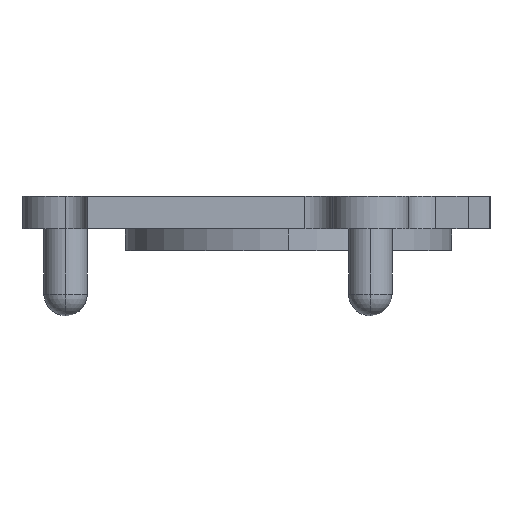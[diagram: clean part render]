
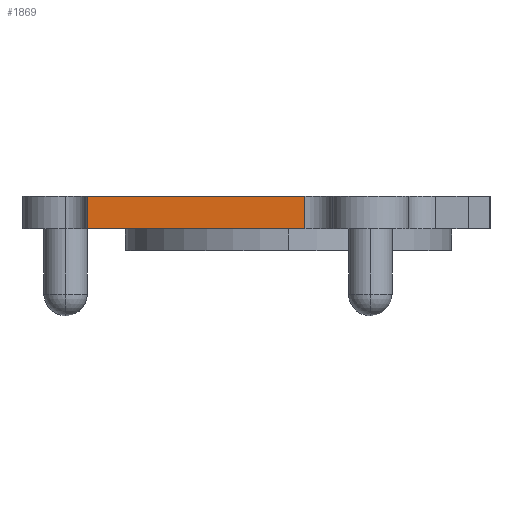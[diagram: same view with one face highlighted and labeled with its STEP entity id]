
A CAD part, left-side view. The second image highlights one B-rep face of the part: STEP entity #1869.
In plain terms, the highlighted planar face has unit normal (-1, 0, 0).
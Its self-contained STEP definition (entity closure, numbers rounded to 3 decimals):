
#1291=CARTESIAN_POINT('Vertex',(-42.5,9.25,1.5)) ;
#1296=CARTESIAN_POINT('Line Origine',(-42.5,4.25,1.5)) ;
#1300=CARTESIAN_POINT('Vertex',(-42.5,-0.75,1.5)) ;
#1588=CARTESIAN_POINT('Vertex',(-42.5,-0.75,0.)) ;
#1591=CARTESIAN_POINT('Line Origine',(-42.5,4.25,0.)) ;
#1595=CARTESIAN_POINT('Vertex',(-42.5,9.25,0.)) ;
#1710=CARTESIAN_POINT('Axis2P3D Location',(-42.5,0.75,0.)) ;
#1853=CARTESIAN_POINT('Line Origine',(-42.5,9.25,0.75)) ;
#1858=CARTESIAN_POINT('Line Origine',(-42.5,-0.75,0.75)) ;
#1297=DIRECTION('Vector Direction',(0.,1.,0.)) ;
#1592=DIRECTION('Vector Direction',(0.,-1.,0.)) ;
#1711=DIRECTION('Axis2P3D Direction',(1.,0.,0.)) ;
#1712=DIRECTION('Axis2P3D XDirection',(0.,1.,0.)) ;
#1854=DIRECTION('Vector Direction',(0.,0.,1.)) ;
#1859=DIRECTION('Vector Direction',(0.,0.,1.)) ;
#1713=AXIS2_PLACEMENT_3D('Plane Axis2P3D',#1710,#1711,#1712) ;
#1864=ORIENTED_EDGE('',*,*,#1857,.F.) ;
#1865=ORIENTED_EDGE('',*,*,#1597,.F.) ;
#1866=ORIENTED_EDGE('',*,*,#1862,.T.) ;
#1867=ORIENTED_EDGE('',*,*,#1302,.T.) ;
#1298=VECTOR('Line Direction',#1297,1.) ;
#1593=VECTOR('Line Direction',#1592,1.) ;
#1855=VECTOR('Line Direction',#1854,1.) ;
#1860=VECTOR('Line Direction',#1859,1.) ;
#1869=ADVANCED_FACE('',(#1868),#1714,.F.) ;
#1302=EDGE_CURVE('',#1301,#1292,#1299,.T.) ;
#1597=EDGE_CURVE('',#1589,#1596,#1594,.F.) ;
#1857=EDGE_CURVE('',#1596,#1292,#1856,.T.) ;
#1862=EDGE_CURVE('',#1589,#1301,#1861,.T.) ;
#1863=EDGE_LOOP('',(#1864,#1865,#1866,#1867)) ;
#1868=FACE_OUTER_BOUND('',#1863,.T.) ;
#1299=LINE('Line',#1296,#1298) ;
#1594=LINE('Line',#1591,#1593) ;
#1856=LINE('Line',#1853,#1855) ;
#1861=LINE('Line',#1858,#1860) ;
#1714=PLANE('Plane',#1713) ;
#1292=VERTEX_POINT('',#1291) ;
#1301=VERTEX_POINT('',#1300) ;
#1589=VERTEX_POINT('',#1588) ;
#1596=VERTEX_POINT('',#1595) ;
